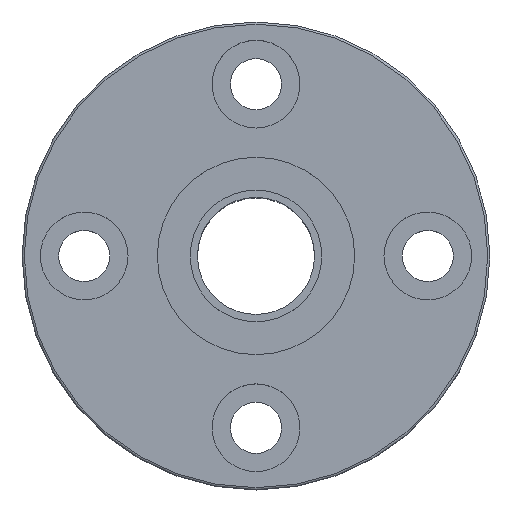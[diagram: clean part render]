
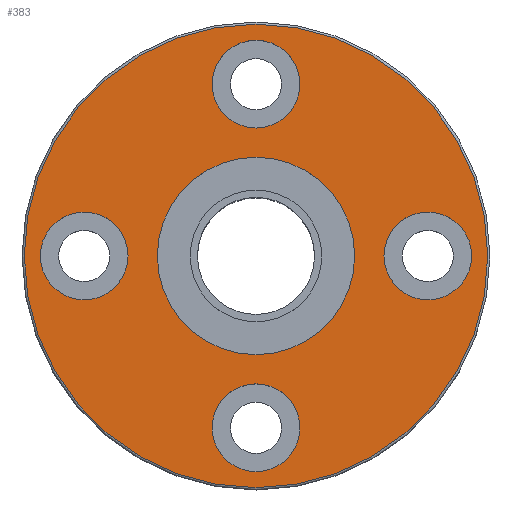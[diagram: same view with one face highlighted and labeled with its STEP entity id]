
A CAD part, top view. The second image highlights one B-rep face of the part: STEP entity #383.
In plain terms, the highlighted planar face has unit normal (0, 0, 1).
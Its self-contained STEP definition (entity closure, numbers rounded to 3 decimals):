
#16=PLANE('',#429);
#48=FACE_BOUND('',#125,.T.);
#49=FACE_BOUND('',#126,.T.);
#50=FACE_BOUND('',#127,.T.);
#51=FACE_BOUND('',#128,.T.);
#52=FACE_BOUND('',#129,.T.);
#89=FACE_OUTER_BOUND('',#124,.T.);
#124=EDGE_LOOP('',(#309));
#125=EDGE_LOOP('',(#310));
#126=EDGE_LOOP('',(#311));
#127=EDGE_LOOP('',(#312));
#128=EDGE_LOOP('',(#313));
#129=EDGE_LOOP('',(#314));
#194=CIRCLE('',#425,15.85);
#197=CIRCLE('',#430,3.);
#198=CIRCLE('',#431,3.);
#199=CIRCLE('',#432,3.);
#200=CIRCLE('',#433,3.);
#201=CIRCLE('',#434,6.75);
#231=VERTEX_POINT('',#638);
#234=VERTEX_POINT('',#646);
#235=VERTEX_POINT('',#648);
#236=VERTEX_POINT('',#650);
#237=VERTEX_POINT('',#652);
#238=VERTEX_POINT('',#654);
#268=EDGE_CURVE('',#231,#231,#194,.T.);
#271=EDGE_CURVE('',#234,#234,#197,.T.);
#272=EDGE_CURVE('',#235,#235,#198,.T.);
#273=EDGE_CURVE('',#236,#236,#199,.T.);
#274=EDGE_CURVE('',#237,#237,#200,.T.);
#275=EDGE_CURVE('',#238,#238,#201,.T.);
#309=ORIENTED_EDGE('',*,*,#268,.F.);
#310=ORIENTED_EDGE('',*,*,#271,.T.);
#311=ORIENTED_EDGE('',*,*,#272,.T.);
#312=ORIENTED_EDGE('',*,*,#273,.T.);
#313=ORIENTED_EDGE('',*,*,#274,.T.);
#314=ORIENTED_EDGE('',*,*,#275,.T.);
#383=ADVANCED_FACE('',(#89,#48,#49,#50,#51,#52),#16,.T.);
#425=AXIS2_PLACEMENT_3D('',#639,#498,#499);
#429=AXIS2_PLACEMENT_3D('',#645,#506,#507);
#430=AXIS2_PLACEMENT_3D('',#647,#508,#509);
#431=AXIS2_PLACEMENT_3D('',#649,#510,#511);
#432=AXIS2_PLACEMENT_3D('',#651,#512,#513);
#433=AXIS2_PLACEMENT_3D('',#653,#514,#515);
#434=AXIS2_PLACEMENT_3D('',#655,#516,#517);
#498=DIRECTION('center_axis',(0.,0.,-1.));
#499=DIRECTION('ref_axis',(0.,-1.,0.));
#506=DIRECTION('center_axis',(0.,0.,1.));
#507=DIRECTION('ref_axis',(1.,0.,0.));
#508=DIRECTION('center_axis',(0.,0.,-1.));
#509=DIRECTION('ref_axis',(-1.,0.,0.));
#510=DIRECTION('center_axis',(0.,0.,-1.));
#511=DIRECTION('ref_axis',(-1.,0.,0.));
#512=DIRECTION('center_axis',(0.,0.,-1.));
#513=DIRECTION('ref_axis',(-1.,0.,0.));
#514=DIRECTION('center_axis',(0.,0.,-1.));
#515=DIRECTION('ref_axis',(-1.,0.,0.));
#516=DIRECTION('center_axis',(0.,0.,-1.));
#517=DIRECTION('ref_axis',(1.,0.,0.));
#638=CARTESIAN_POINT('',(0.,15.85,12.));
#639=CARTESIAN_POINT('Origin',(0.,0.,12.));
#645=CARTESIAN_POINT('Origin',(0.,16.,12.));
#646=CARTESIAN_POINT('',(3.,11.75,12.));
#647=CARTESIAN_POINT('Origin',(0.,11.75,12.));
#648=CARTESIAN_POINT('',(3.,-11.75,12.));
#649=CARTESIAN_POINT('Origin',(0.,-11.75,12.));
#650=CARTESIAN_POINT('',(-8.75,0.,12.));
#651=CARTESIAN_POINT('Origin',(-11.75,0.,12.));
#652=CARTESIAN_POINT('',(14.75,0.,12.));
#653=CARTESIAN_POINT('Origin',(11.75,0.,12.));
#654=CARTESIAN_POINT('',(-6.75,0.,12.));
#655=CARTESIAN_POINT('Origin',(0.,0.,12.));
